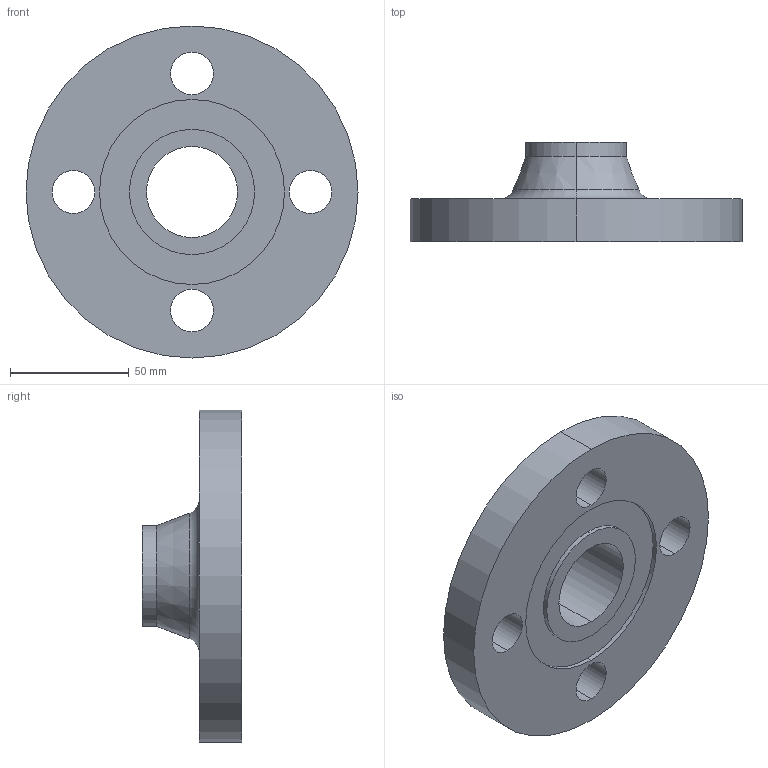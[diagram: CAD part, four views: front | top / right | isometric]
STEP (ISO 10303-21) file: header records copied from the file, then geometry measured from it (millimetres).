
FILE_DESCRIPTION (( 'STEP AP203' ), '1' );
FILE_NAME ('3D_R286-N_PN40_DN42.4_176355540.STEP', '2024-07-08T10:18:03', ( '' ), ( '' ), 'SwSTEP 2.0', 'SolidWorks 2024', '' );
FILE_SCHEMA (( 'CONFIG_CONTROL_DESIGN' ));
Length unit declared in the file: millimetre
Products named in the file (1): 3D_R286-N_PN40_DN42.4_176355540
Bounding box: 140 x 42 x 140 mm (x, y, z)
Volume: 248417.3 mm3; surface area: 46860.3 mm2
Topology: 1 solids, 1 shells, 27 faces, 62 edges, 40 vertices
Faces by surface type: cylinder 18, plane 5, torus 2, cone 2
Entity records: 883 total; most frequent: DIRECTION 160, CARTESIAN_POINT 130, ORIENTED_EDGE 124, AXIS2_PLACEMENT_3D 70, EDGE_CURVE 62, CIRCLE 42, VERTEX_POINT 40, EDGE_LOOP 40
